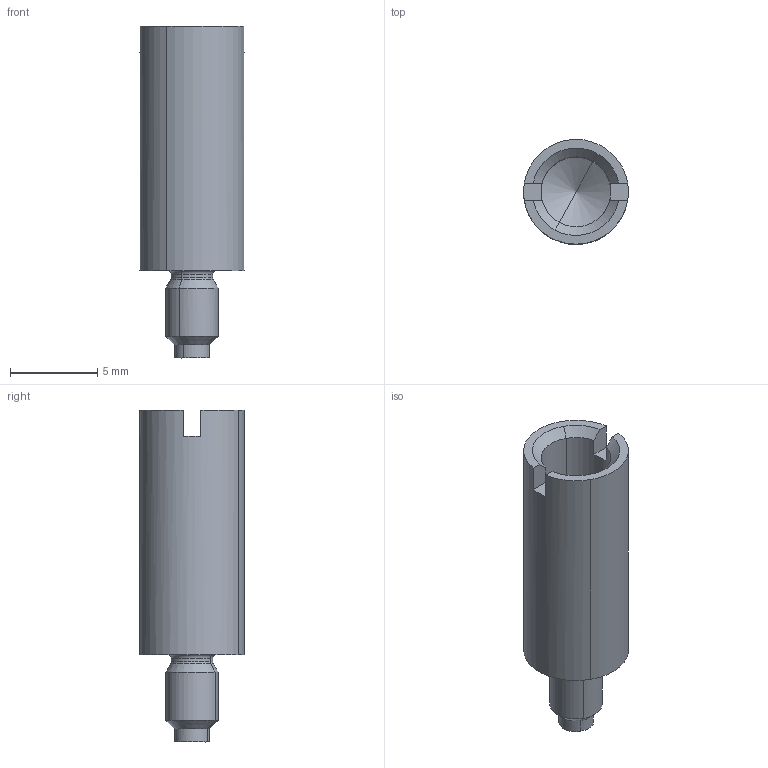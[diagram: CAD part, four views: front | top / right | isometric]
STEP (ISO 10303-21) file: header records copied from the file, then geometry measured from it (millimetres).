
FILE_DESCRIPTION(('CATIA V5 STEP Exchange','CAx-IF Rec.Pracs.--- Model Styling and Organization---1.4--- 2014-01-23'),'2;1');
FILE_NAME ('001116-2_2', '2022-01-19T06:08:02+00:00', ('none'), ('Weidmueller'), 'CATIA Version 5-6 Release 2016 SP3 HF44', 'CATIA V5 STEP AP214', 'none');
FILE_SCHEMA(('AUTOMOTIVE_DESIGN { 1 0 10303 214 1 1 1 1 }'));
Length unit declared in the file: millimetre
Products named in the file (1): STB_14_D6_4_M3_SAK10
Bounding box: 5.99 x 6 x 19 mm (x, y, z)
Volume: 258.9 mm3; surface area: 519.2 mm2
Topology: 1 solids, 1 shells, 34 faces, 80 edges, 47 vertices
Faces by surface type: cone 10, cylinder 10, plane 10, torus 4
Entity records: 953 total; most frequent: CARTESIAN_POINT 211, ORIENTED_EDGE 156, DIRECTION 125, EDGE_CURVE 78, AXIS2_PLACEMENT_3D 64, VERTEX_POINT 47, CIRCLE 35, EDGE_LOOP 35
